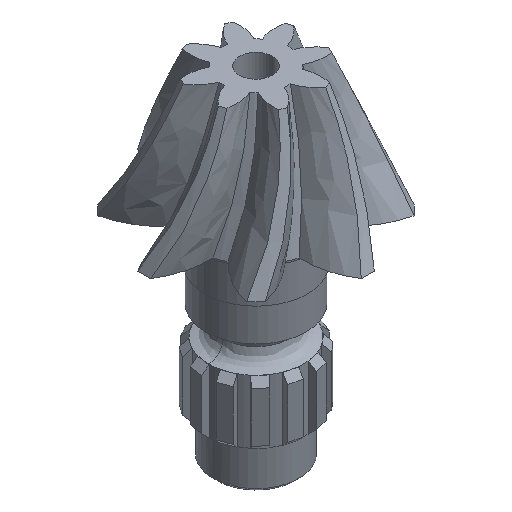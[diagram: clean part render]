
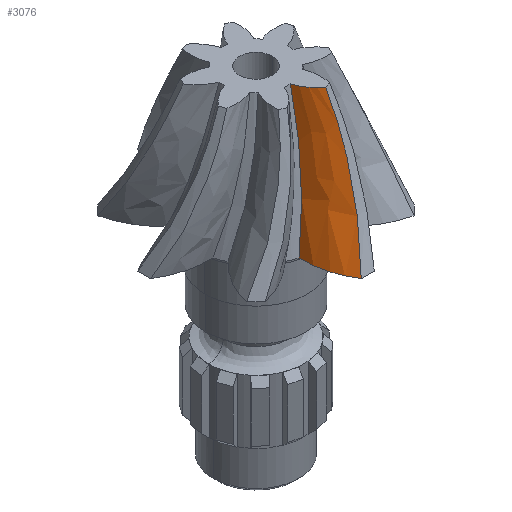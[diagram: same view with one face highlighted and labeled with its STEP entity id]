
A CAD part, isometric view. The second image highlights one B-rep face of the part: STEP entity #3076.
In plain terms, the highlighted free-form (B-spline) face has degree [3, 3] with [4, 5] control points.
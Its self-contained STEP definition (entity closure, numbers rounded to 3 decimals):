
#2037 = VERTEX_POINT('',#2038);
#2038 = CARTESIAN_POINT('',(1.161,-26.143,
    99.442));
#2044 = EDGE_CURVE('',#2037,#2045,#2047,.T.);
#2045 = VERTEX_POINT('',#2046);
#2046 = CARTESIAN_POINT('',(12.731,-42.627,
    99.442));
#2047 = ( BOUNDED_CURVE() B_SPLINE_CURVE(2,(#2048,#2049,#2050),
.UNSPECIFIED.,.F.,.F.) B_SPLINE_CURVE_WITH_KNOTS((3,3),(3.453,
4.054),.PIECEWISE_BEZIER_KNOTS.) CURVE() 
GEOMETRIC_REPRESENTATION_ITEM() RATIONAL_B_SPLINE_CURVE((1.,
0.955,1.)) REPRESENTATION_ITEM('') );
#2048 = CARTESIAN_POINT('',(1.161,-26.143,
    99.442));
#2049 = CARTESIAN_POINT('',(4.392,-36.178,
    99.442));
#2050 = CARTESIAN_POINT('',(12.731,-42.627,
    99.442));
#2346 = VERTEX_POINT('',#2347);
#2347 = CARTESIAN_POINT('',(-5.232,-88.82,0.));
#2353 = EDGE_CURVE('',#2354,#2346,#2356,.T.);
#2354 = VERTEX_POINT('',#2355);
#2355 = CARTESIAN_POINT('',(-15.701,-49.927,0.));
#2356 = B_SPLINE_CURVE_WITH_KNOTS('',3,(#2357,#2358,#2359,#2360),
  .UNSPECIFIED.,.F.,.F.,(4,4),(0.,0.039),
  .PIECEWISE_BEZIER_KNOTS.);
#2357 = CARTESIAN_POINT('',(-15.701,-49.927,0.));
#2358 = CARTESIAN_POINT('',(-16.217,-63.651,
    0.));
#2359 = CARTESIAN_POINT('',(-12.567,-77.21,
    0.));
#2360 = CARTESIAN_POINT('',(-5.232,-88.82,0.));
#3031 = EDGE_CURVE('',#2354,#2037,#3032,.T.);
#3032 = B_SPLINE_CURVE_WITH_KNOTS('',3,(#3033,#3034,#3035,#3036,#3037),
  .UNSPECIFIED.,.F.,.F.,(4,1,4),(0.,0.484,1.),.UNSPECIFIED.);
#3033 = CARTESIAN_POINT('',(-15.701,-49.927,0.));
#3034 = CARTESIAN_POINT('',(-10.19,-46.515,
    15.509));
#3035 = CARTESIAN_POINT('',(-1.856,-39.124,
    47.652));
#3036 = CARTESIAN_POINT('',(1.051,-30.659,
    81.804));
#3037 = CARTESIAN_POINT('',(1.161,-26.143,
    99.442));
#3076 = ADVANCED_FACE('',(#3077),#3090,.T.);
#3077 = FACE_BOUND('',#3078,.T.);
#3078 = EDGE_LOOP('',(#3079,#3080,#3088,#3089));
#3079 = ORIENTED_EDGE('',*,*,#2353,.T.);
#3080 = ORIENTED_EDGE('',*,*,#3081,.T.);
#3081 = EDGE_CURVE('',#2346,#2045,#3082,.T.);
#3082 = B_SPLINE_CURVE_WITH_KNOTS('',3,(#3083,#3084,#3085,#3086,#3087),
  .UNSPECIFIED.,.F.,.F.,(4,1,4),(0.,0.484,1.),.UNSPECIFIED.);
#3083 = CARTESIAN_POINT('',(-5.232,-88.82,0.));
#3084 = CARTESIAN_POINT('',(2.391,-81.049,
    15.218));
#3085 = CARTESIAN_POINT('',(13.181,-65.144,
    47.944));
#3086 = CARTESIAN_POINT('',(14.366,-50.253,
    81.513));
#3087 = CARTESIAN_POINT('',(12.731,-42.627,
    99.442));
#3088 = ORIENTED_EDGE('',*,*,#2044,.F.);
#3089 = ORIENTED_EDGE('',*,*,#3031,.F.);
#3090 = B_SPLINE_SURFACE_WITH_KNOTS('',3,3,(
    (#3091,#3092,#3093,#3094,#3095)
    ,(#3096,#3097,#3098,#3099,#3100)
    ,(#3101,#3102,#3103,#3104,#3105)
    ,(#3106,#3107,#3108,#3109,#3110
    )),.UNSPECIFIED.,.F.,.F.,.F.,(4,4),(4,1,4),(0.,1.),(0.,
    0.484,1.),.UNSPECIFIED.);
#3091 = CARTESIAN_POINT('',(-15.701,-49.927,0.));
#3092 = CARTESIAN_POINT('',(-10.19,-46.515,
    15.509));
#3093 = CARTESIAN_POINT('',(-1.856,-39.124,
    47.652));
#3094 = CARTESIAN_POINT('',(1.051,-30.659,
    81.804));
#3095 = CARTESIAN_POINT('',(1.161,-26.143,
    99.442));
#3096 = CARTESIAN_POINT('',(-16.217,-63.651,0.));
#3097 = CARTESIAN_POINT('',(-10.002,-58.785,
    15.412));
#3098 = CARTESIAN_POINT('',(0.488,-49.319,
    47.749));
#3099 = CARTESIAN_POINT('',(3.737,-38.232,
    81.707));
#3100 = CARTESIAN_POINT('',(3.266,-32.679,
    99.442));
#3101 = CARTESIAN_POINT('',(-12.567,-77.21,0.));
#3102 = CARTESIAN_POINT('',(-5.648,-70.892,
    15.315));
#3103 = CARTESIAN_POINT('',(5.76,-58.377,
    47.846));
#3104 = CARTESIAN_POINT('',(8.353,-45.015,
    81.61));
#3105 = CARTESIAN_POINT('',(7.299,-38.426,
    99.442));
#3106 = CARTESIAN_POINT('',(-5.232,-88.82,0.));
#3107 = CARTESIAN_POINT('',(2.391,-81.049,
    15.218));
#3108 = CARTESIAN_POINT('',(13.181,-65.144,
    47.944));
#3109 = CARTESIAN_POINT('',(14.366,-50.253,
    81.513));
#3110 = CARTESIAN_POINT('',(12.731,-42.627,
    99.442));
